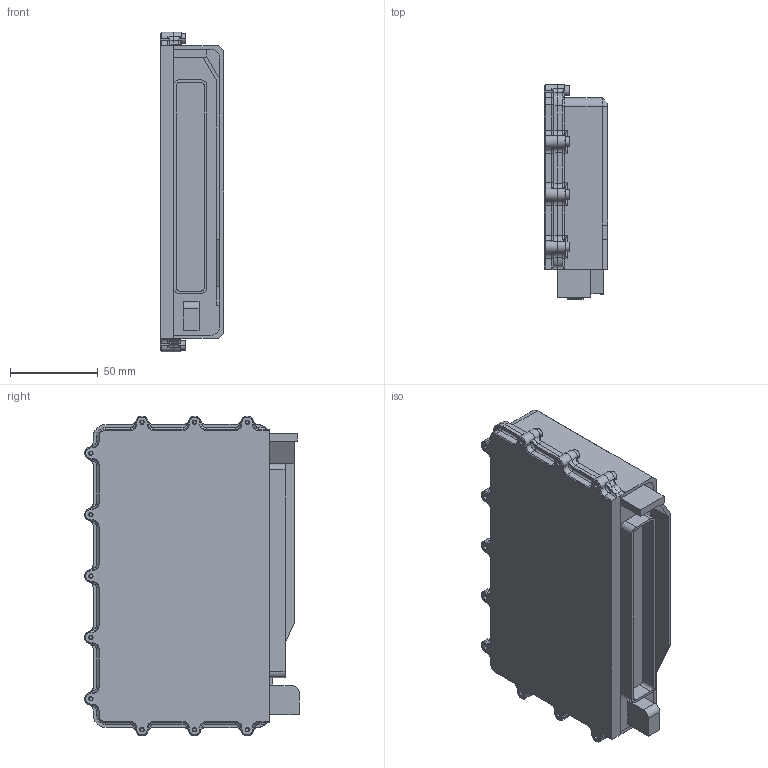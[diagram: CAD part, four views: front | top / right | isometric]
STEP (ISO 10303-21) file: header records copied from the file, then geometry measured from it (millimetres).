
FILE_DESCRIPTION(('CATIA V5 STEP Exchange'),'2;1');
FILE_NAME('Tim''LFR-276-01A F88R.L-F88RS.L-F88RX.L-F88GDI ECU - Installation Assembly.stp','2014-06-16T15:43:09+00:00',('none'),('none'),'CATIA Version 5 Release 19 SP 9 (IN-10)','CATIA V5 STEP AP214','none');
FILE_SCHEMA(('AUTOMOTIVE_DESIGN { 1 0 10303 214 1 1 1 1 }'));
Length unit declared in the file: millimetre
Products named in the file (6): LFR-276-01A F88R.L-F88RS.L-F88RX.L-F88GDI ECU - Installation Assembly; LFR-270-03 F88R ECU Case - Lid; LFR-271-03 F88R ECU Case - Base; LFR-273-01 F88 Connector - Space Model; Fasteners; ISO 4762 SCREW M3x10 STEEL HEXAGON SOCKET HEAD CAP
Assembly tree (15 placements, depth 3):
  LFR-276-01A F88R.L-F88RS.L-F88RX.L-F88GDI ECU - Installation Assembly
    LFR-270-03 F88R ECU Case - Lid
    LFR-271-03 F88R ECU Case - Base
    LFR-273-01 F88 Connector - Space Model
    Fasteners
      ISO 4762 SCREW M3x10 STEEL HEXAGON SOCKET HEAD CAP  x11
Bounding box: 36 x 122.35 x 182.3 mm (x, y, z)
Volume: 607620.8 mm3; surface area: 112118.4 mm2
Topology: 14 solids, 14 shells, 1004 faces, 2479 edges, 1549 vertices
Faces by surface type: cylinder 409, plane 328, revolution 118, cone 101, torus 48
Entity records: 21837 total; most frequent: CARTESIAN_POINT 5593, ORIENTED_EDGE 3518, DIRECTION 2770, EDGE_CURVE 1759, AXIS2_PLACEMENT_3D 1227, VERTEX_POINT 1089, VECTOR 870, LINE 870
